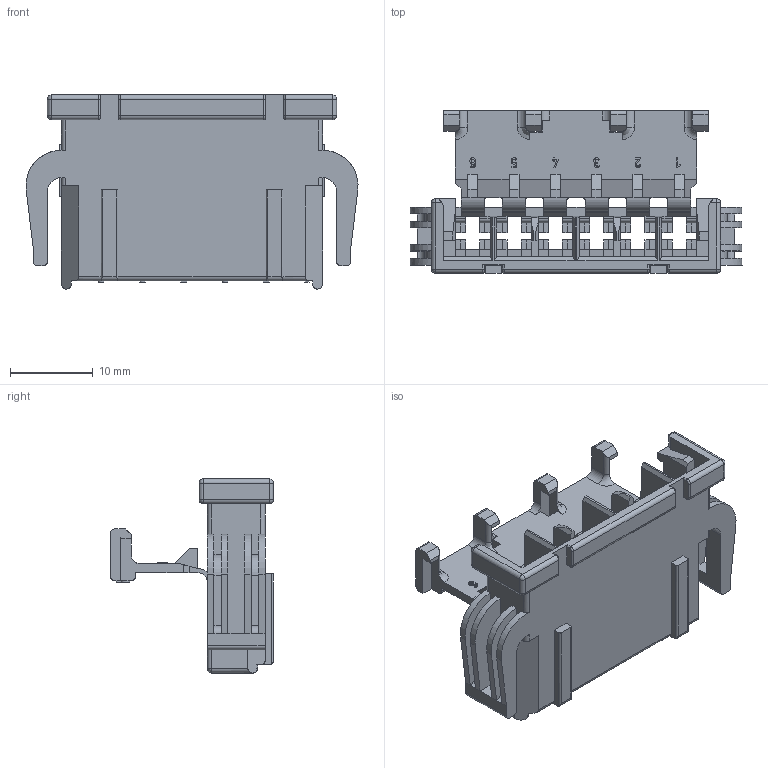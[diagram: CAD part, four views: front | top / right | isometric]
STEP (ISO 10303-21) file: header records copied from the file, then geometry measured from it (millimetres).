
FILE_DESCRIPTION(/* description */ (''),/* implementation_level */ '2;1');
FILE_NAME(/* name */ '15363695_01AC-CONN.stp',/* time_stamp */ '2023-07-12T16:32:56+08:00',/* author */ (''),/* organization */ (''),/* preprocessor_version */ 'ST-DEVELOPER v16',/* originating_system */ 'SIEMENS PLM Software NX 11.0',/* authorisation */ '');
FILE_SCHEMA (('AUTOMOTIVE_DESIGN { 1 0 10303 214 3 1 1 1 }'));
Length unit declared in the file: millimetre
Products named in the file (1): 15363695_01AC-CONN
Bounding box: 40.19 x 19.7 x 23.5 mm (x, y, z)
Volume: 3137 mm3; surface area: 5844.5 mm2
Topology: 1 solids, 1 shells, 894 faces, 2545 edges, 1644 vertices
Faces by surface type: plane 648, cylinder 224, torus 10, sphere 8, bspline 4
Entity records: 29592 total; most frequent: CARTESIAN_POINT 6007, ORIENTED_EDGE 5090, DIRECTION 4719, EDGE_CURVE 2545, LINE 2081, VECTOR 2081, VERTEX_POINT 1644, AXIS2_PLACEMENT_3D 1319
